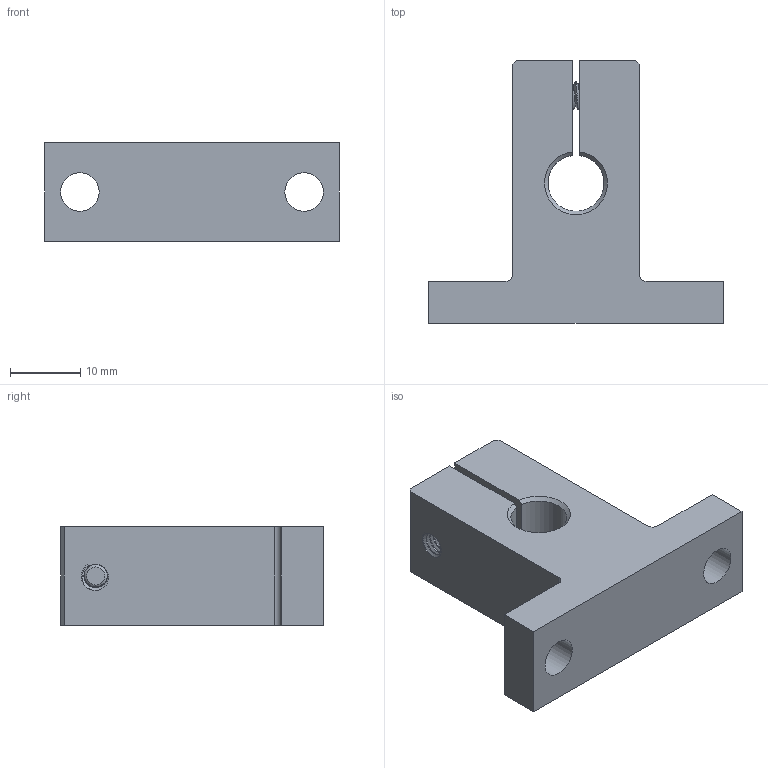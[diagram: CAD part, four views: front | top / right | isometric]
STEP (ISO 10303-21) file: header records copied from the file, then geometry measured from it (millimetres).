
FILE_DESCRIPTION(/* description */ (''),/* implementation_level */ '2;1');
FILE_NAME(/* name */ 'SK8 Linear Shaft Support, 8mm v4.step',/* time_stamp */ '2019-05-07T09:56:12-07:00',/* author */ ('rowiac'),/* organization */ (''),/* preprocessor_version */ 'ST-DEVELOPER v18',/* originating_system */ 'Autodesk Translation Framework v8.2.0.1029',/* authorisation */ '');
FILE_SCHEMA (('AUTOMOTIVE_DESIGN { 1 0 10303 214 3 1 1 }'));
Length unit declared in the file: millimetre
Products named in the file (2): SK8 Linear Shaft Support, 8mm; 91290A144
Assembly tree (1 placements, depth 2):
  SK8 Linear Shaft Support, 8mm
    91290A144
Bounding box: 42 x 37.5 x 14 mm (x, y, z)
Volume: 10204 mm3; surface area: 5173.9 mm2
Topology: 2 solids, 2 shells, 116 faces, 305 edges, 196 vertices
Faces by surface type: cylinder 72, plane 26, cone 14, bspline 4
Full cylindrical faces by diameter (mm): 3.091 x13, 3.332 x16, 4 x14, 4.109 x15, 4.5 x1, 5.5 x2, 7 x1, 7.5 x1
Entity records: 7898 total; most frequent: CARTESIAN_POINT 5202, ORIENTED_EDGE 610, DIRECTION 455, EDGE_CURVE 305, VERTEX_POINT 196, AXIS2_PLACEMENT_3D 165, EDGE_LOOP 127, LINE 125
